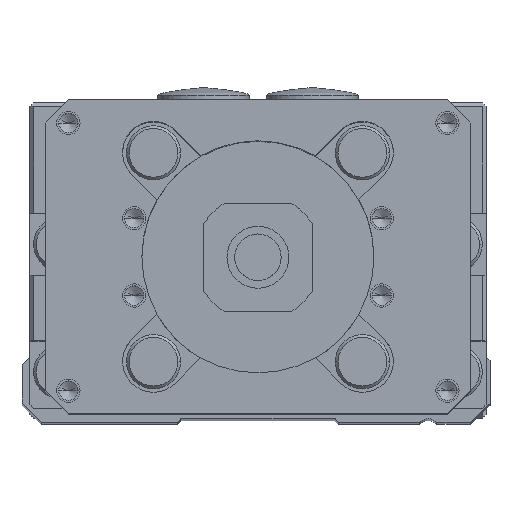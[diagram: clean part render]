
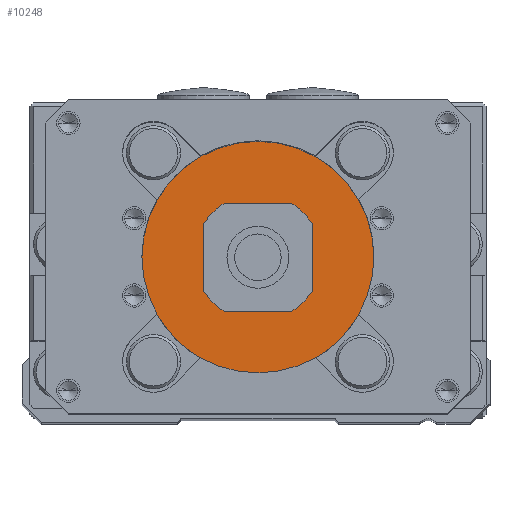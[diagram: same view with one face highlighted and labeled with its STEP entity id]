
A CAD part, top view. The second image highlights one B-rep face of the part: STEP entity #10248.
In plain terms, the highlighted face is planar.
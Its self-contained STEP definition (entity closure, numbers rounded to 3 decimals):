
#8949=CARTESIAN_POINT('',(0.,19.5,-6.));
#8950=DIRECTION('',(0.,0.,-1.));
#8951=DIRECTION('',(-1.,0.,0.));
#8952=AXIS2_PLACEMENT_3D('',#8949,#8950,#8951);
#8954=CARTESIAN_POINT('',(0.,19.5,-6.));
#8955=DIRECTION('',(0.,0.,-1.));
#8956=DIRECTION('',(1.,0.,0.));
#8957=AXIS2_PLACEMENT_3D('',#8954,#8955,#8956);
#8959=CARTESIAN_POINT('',(0.,19.5,-6.));
#8960=DIRECTION('',(0.,0.,-1.));
#8961=DIRECTION('',(0.529,0.848,0.));
#8962=AXIS2_PLACEMENT_3D('',#8959,#8960,#8961);
#8964=DIRECTION('',(0.,-1.,0.));
#8965=VECTOR('',#8964,8.732);
#8966=CARTESIAN_POINT('',(7.,23.866,-6.));
#8967=LINE('',#8966,#8965);
#8968=CARTESIAN_POINT('',(0.,19.5,-6.));
#8969=DIRECTION('',(0.,0.,-1.));
#8970=DIRECTION('',(0.848,-0.529,0.));
#8971=AXIS2_PLACEMENT_3D('',#8968,#8969,#8970);
#8973=DIRECTION('',(-1.,0.,0.));
#8974=VECTOR('',#8973,8.732);
#8975=CARTESIAN_POINT('',(4.366,12.5,-6.));
#8976=LINE('',#8975,#8974);
#8977=CARTESIAN_POINT('',(0.,19.5,-6.));
#8978=DIRECTION('',(0.,0.,-1.));
#8979=DIRECTION('',(-0.529,-0.848,0.));
#8980=AXIS2_PLACEMENT_3D('',#8977,#8978,#8979);
#8982=DIRECTION('',(0.,1.,0.));
#8983=VECTOR('',#8982,8.732);
#8984=CARTESIAN_POINT('',(-7.,15.134,-6.));
#8985=LINE('',#8984,#8983);
#8986=CARTESIAN_POINT('',(0.,19.5,-6.));
#8987=DIRECTION('',(0.,0.,-1.));
#8988=DIRECTION('',(-0.848,0.529,0.));
#8989=AXIS2_PLACEMENT_3D('',#8986,#8987,#8988);
#8991=DIRECTION('',(1.,0.,0.));
#8992=VECTOR('',#8991,8.732);
#8993=CARTESIAN_POINT('',(-4.366,26.5,-6.));
#8994=LINE('',#8993,#8992);
#9977=CARTESIAN_POINT('',(-15.,19.5,-6.));
#9978=CARTESIAN_POINT('',(15.,19.5,-6.));
#9979=VERTEX_POINT('',#9977);
#9980=VERTEX_POINT('',#9978);
#10005=CARTESIAN_POINT('',(4.366,26.5,-6.));
#10006=CARTESIAN_POINT('',(7.,23.866,-6.));
#10007=VERTEX_POINT('',#10005);
#10008=VERTEX_POINT('',#10006);
#10009=CARTESIAN_POINT('',(7.,15.134,-6.));
#10010=VERTEX_POINT('',#10009);
#10011=CARTESIAN_POINT('',(4.366,12.5,-6.));
#10012=VERTEX_POINT('',#10011);
#10013=CARTESIAN_POINT('',(-4.366,12.5,-6.));
#10014=VERTEX_POINT('',#10013);
#10015=CARTESIAN_POINT('',(-7.,15.134,-6.));
#10016=VERTEX_POINT('',#10015);
#10017=CARTESIAN_POINT('',(-7.,23.866,-6.));
#10018=VERTEX_POINT('',#10017);
#10019=CARTESIAN_POINT('',(-4.366,26.5,-6.));
#10020=VERTEX_POINT('',#10019);
#10221=CARTESIAN_POINT('',(0.,0.,-6.));
#10222=DIRECTION('',(0.,0.,-1.));
#10223=DIRECTION('',(-1.,0.,0.));
#10224=AXIS2_PLACEMENT_3D('',#10221,#10222,#10223);
#10225=PLANE('',#10224);
#10226=ORIENTED_EDGE('',*,*,#10201,.F.);
#10227=ORIENTED_EDGE('',*,*,#10215,.F.);
#10228=EDGE_LOOP('',(#10226,#10227));
#10229=FACE_OUTER_BOUND('',#10228,.F.);
#10231=ORIENTED_EDGE('',*,*,#10230,.T.);
#10233=ORIENTED_EDGE('',*,*,#10232,.T.);
#10235=ORIENTED_EDGE('',*,*,#10234,.T.);
#10237=ORIENTED_EDGE('',*,*,#10236,.T.);
#10239=ORIENTED_EDGE('',*,*,#10238,.T.);
#10241=ORIENTED_EDGE('',*,*,#10240,.T.);
#10243=ORIENTED_EDGE('',*,*,#10242,.T.);
#10245=ORIENTED_EDGE('',*,*,#10244,.T.);
#10246=EDGE_LOOP('',(#10231,#10233,#10235,#10237,#10239,#10241,#10243,#10245));
#10247=FACE_BOUND('',#10246,.F.);
#10248=ADVANCED_FACE('',(#10229,#10247),#10225,.T.);
#8953=CIRCLE('',#8952,15.);
#8958=CIRCLE('',#8957,15.);
#8963=CIRCLE('',#8962,8.25);
#8972=CIRCLE('',#8971,8.25);
#8981=CIRCLE('',#8980,8.25);
#8990=CIRCLE('',#8989,8.25);
#10201=EDGE_CURVE('',#9979,#9980,#8953,.T.);
#10215=EDGE_CURVE('',#9980,#9979,#8958,.T.);
#10230=EDGE_CURVE('',#10007,#10008,#8963,.T.);
#10232=EDGE_CURVE('',#10008,#10010,#8967,.T.);
#10234=EDGE_CURVE('',#10010,#10012,#8972,.T.);
#10236=EDGE_CURVE('',#10012,#10014,#8976,.T.);
#10238=EDGE_CURVE('',#10014,#10016,#8981,.T.);
#10240=EDGE_CURVE('',#10016,#10018,#8985,.T.);
#10242=EDGE_CURVE('',#10018,#10020,#8990,.T.);
#10244=EDGE_CURVE('',#10020,#10007,#8994,.T.);
